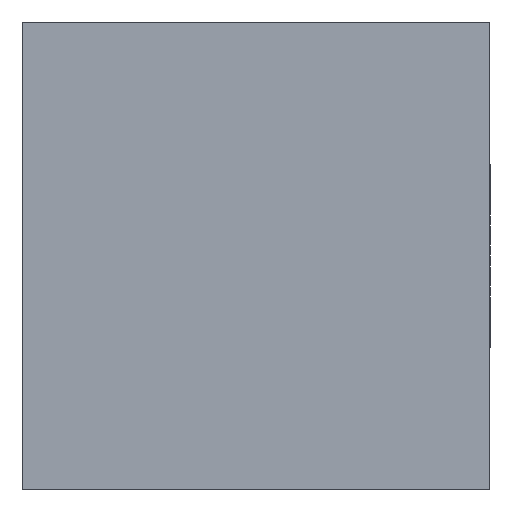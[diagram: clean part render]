
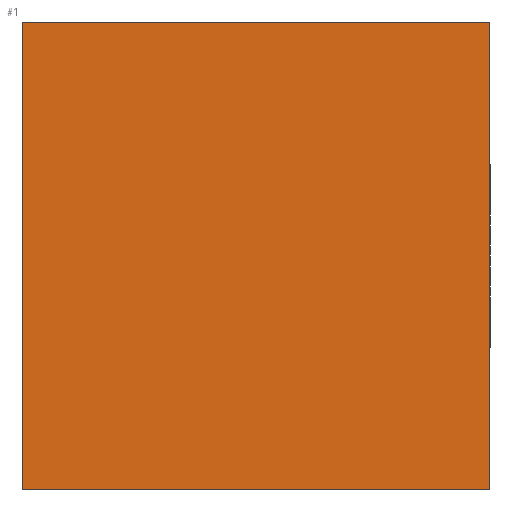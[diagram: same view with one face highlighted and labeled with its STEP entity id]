
A CAD part, left-side view. The second image highlights one B-rep face of the part: STEP entity #1.
In plain terms, the highlighted planar face has unit normal (-1, 0, 0).
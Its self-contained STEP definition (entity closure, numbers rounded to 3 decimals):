
#1 = ADVANCED_FACE ( 'NONE', ( #365 ), #200, .F. ) ;
#5 = AXIS2_PLACEMENT_3D ( 'NONE', #247, #6, #33 ) ;
#6 = DIRECTION ( 'NONE',  ( 1., 0., 0. ) ) ;
#7 = ORIENTED_EDGE ( 'NONE', *, *, #50, .T. ) ;
#8 = CARTESIAN_POINT ( 'NONE',  ( -87.5, 34., 60. ) ) ;
#11 = EDGE_CURVE ( 'NONE', #376, #278, #385, .T. ) ;
#18 = DIRECTION ( 'NONE',  ( 0., -1., 0. ) ) ;
#33 = DIRECTION ( 'NONE',  ( 0., 1., 0. ) ) ;
#50 = EDGE_CURVE ( 'NONE', #361, #278, #257, .T. ) ;
#54 = CARTESIAN_POINT ( 'NONE',  ( -87.5, 34., 60. ) ) ;
#61 = CARTESIAN_POINT ( 'NONE',  ( -87.5, 34., 0. ) ) ;
#68 = CARTESIAN_POINT ( 'NONE',  ( -87.5, -26., 60. ) ) ;
#69 = CARTESIAN_POINT ( 'NONE',  ( -87.5, -26., 60. ) ) ;
#76 = EDGE_CURVE ( 'NONE', #319, #361, #244, .T. ) ;
#115 = CARTESIAN_POINT ( 'NONE',  ( -87.5, 34., 0. ) ) ;
#148 = DIRECTION ( 'NONE',  ( 0., 0., -1. ) ) ;
#189 = LINE ( 'NONE', #54, #197 ) ;
#197 = VECTOR ( 'NONE', #18, 1000. ) ;
#198 = CARTESIAN_POINT ( 'NONE',  ( -87.5, -26., 0. ) ) ;
#200 = PLANE ( 'NONE',  #5 ) ;
#211 = ORIENTED_EDGE ( 'NONE', *, *, #11, .F. ) ;
#244 = LINE ( 'NONE', #8, #245 ) ;
#245 = VECTOR ( 'NONE', #282, 1000. ) ;
#247 = CARTESIAN_POINT ( 'NONE',  ( -87.5, 34., 60. ) ) ;
#250 = VECTOR ( 'NONE', #148, 1000. ) ;
#253 = CARTESIAN_POINT ( 'NONE',  ( -87.5, 34., 60. ) ) ;
#254 = VECTOR ( 'NONE', #363, 1000. ) ;
#257 = LINE ( 'NONE', #61, #254 ) ;
#260 = EDGE_CURVE ( 'NONE', #319, #376, #189, .T. ) ;
#278 = VERTEX_POINT ( 'NONE', #198 ) ;
#282 = DIRECTION ( 'NONE',  ( 0., 0., -1. ) ) ;
#319 = VERTEX_POINT ( 'NONE', #253 ) ;
#326 = ORIENTED_EDGE ( 'NONE', *, *, #260, .F. ) ;
#346 = EDGE_LOOP ( 'NONE', ( #7, #211, #326, #389 ) ) ;
#361 = VERTEX_POINT ( 'NONE', #115 ) ;
#363 = DIRECTION ( 'NONE',  ( 0., -1., 0. ) ) ;
#365 = FACE_OUTER_BOUND ( 'NONE', #346, .T. ) ;
#376 = VERTEX_POINT ( 'NONE', #68 ) ;
#385 = LINE ( 'NONE', #69, #250 ) ;
#389 = ORIENTED_EDGE ( 'NONE', *, *, #76, .T. ) ;
